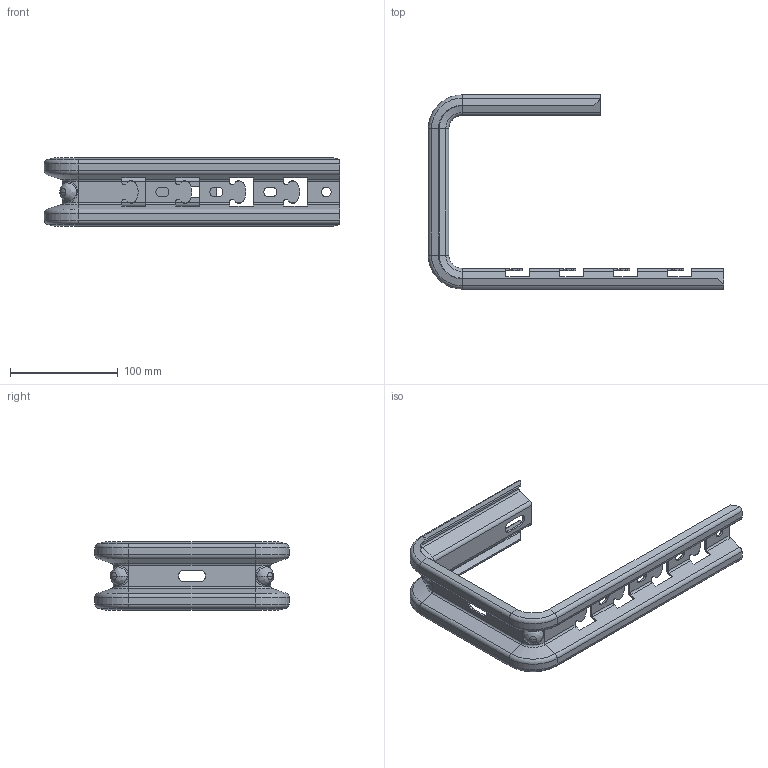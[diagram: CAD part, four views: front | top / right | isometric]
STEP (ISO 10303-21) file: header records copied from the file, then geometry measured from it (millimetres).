
FILE_DESCRIPTION((''),'2;1');
FILE_NAME('WFCS200_900820_PRT','2018-11-16T11:59:43',('tomasz.grudniewski'),(''),'CREO PARAMETRIC BY PTC INC, 2018260','CREO PARAMETRIC BY PTC INC, 2018260','');
FILE_SCHEMA(('CONFIG_CONTROL_DESIGN'));
Length unit declared in the file: millimetre
Products named in the file (1): WFCS200_900820_PRT
Bounding box: 274 x 180 x 63.43 mm (x, y, z)
Volume: 101268.5 mm3; surface area: 105690.2 mm2
Topology: 1 solids, 1 shells, 737 faces, 1925 edges, 1190 vertices
Faces by surface type: plane 521, cylinder 140, torus 24, bspline 24, cone 20, sphere 8
Entity records: 29798 total; most frequent: CARTESIAN_POINT 11713, ORIENTED_EDGE 3834, DIRECTION 3611, EDGE_CURVE 1917, VECTOR 1553, LINE 1553, VERTEX_POINT 1190, AXIS2_PLACEMENT_3D 1029
